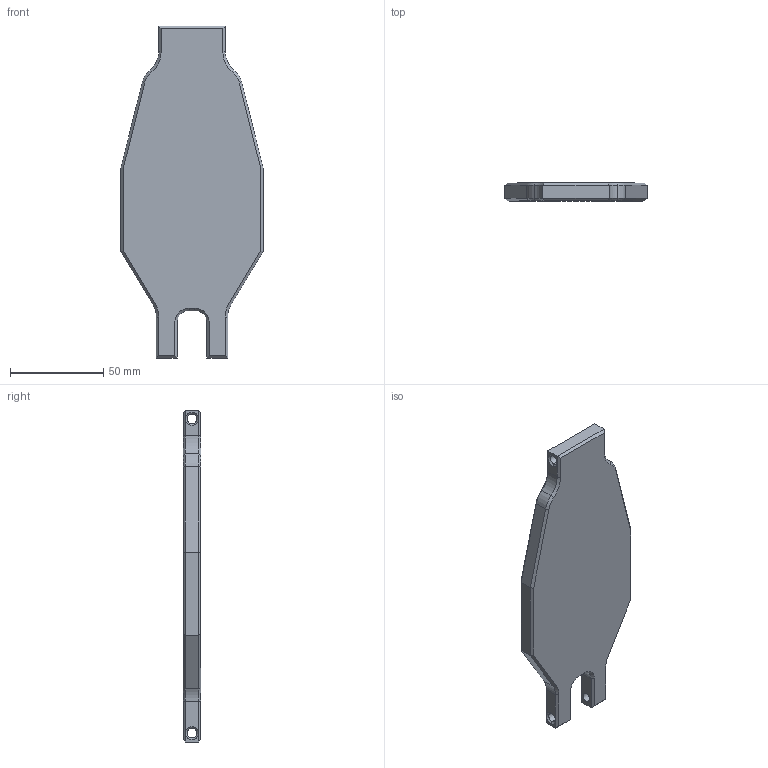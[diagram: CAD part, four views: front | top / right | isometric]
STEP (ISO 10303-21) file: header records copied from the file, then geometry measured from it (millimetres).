
FILE_DESCRIPTION (( 'STEP AP214' ), '1' );
FILE_NAME ('KickPedal.STEP', '2013-01-26T07:39:15', ( '' ), ( '' ), 'SwSTEP 2.0', 'SolidWorks 2013', '' );
FILE_SCHEMA (( 'AUTOMOTIVE_DESIGN' ));
Length unit declared in the file: inch
Products named in the file (1): KickPedal
Bounding box: 76.2 x 9.53 x 177.8 mm (x, y, z)
Volume: 84894.8 mm3; surface area: 27889.5 mm2
Topology: 1 solids, 1 shells, 602 faces, 1628 edges, 1033 vertices
Faces by surface type: plane 278, bspline 224, cylinder 60, cone 24, sphere 16
Entity records: 32652 total; most frequent: CARTESIAN_POINT 13817, ORIENTED_EDGE 3224, DIRECTION 1858, EDGE_CURVE 1612, VERTEX_POINT 1033, VECTOR 900, LINE 900, EDGE_LOOP 629
